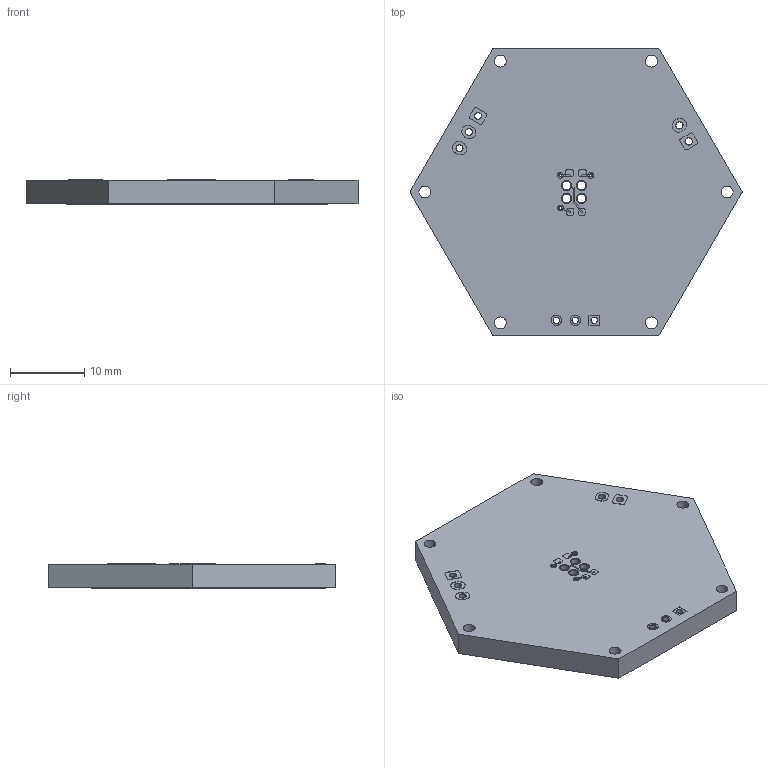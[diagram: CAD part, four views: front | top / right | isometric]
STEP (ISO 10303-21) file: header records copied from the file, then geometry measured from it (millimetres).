
FILE_DESCRIPTION(('KiCad electronic assembly'),'2;1');
FILE_NAME('Untitled.step','2024-08-06T16:03:23',('Pcbnew'),('Kicad'), 'Open CASCADE STEP processor 7.7','KiCad to STEP converter','Unknown' );
FILE_SCHEMA(('AUTOMOTIVE_DESIGN { 1 0 10303 214 1 1 1 1 }'));
Length unit declared in the file: millimetre
Products named in the file (142): Untitled 1; Untitled_track_1; Untitled_track_2; Untitled_track_3; Untitled_track_4; Untitled_track_5; Untitled_track_6; Untitled_track_7; Untitled_track_8; Untitled_track_9; Untitled_track_10; Untitled_track_11; Untitled_track_12; Untitled_track_13; Untitled_track_14; Untitled_track_15; Untitled_track_16; Untitled_track_17; Untitled_track_18; Untitled_track_19; Untitled_track_20; Untitled_track_21; Untitled_track_22; Untitled_track_23; Untitled_track_24; Untitled_track_25; Untitled_track_26; Untitled_track_27; Untitled_track_28; Untitled_track_29; Untitled_track_30; Untitled_track_31; Untitled_track_32; Untitled_track_33; Untitled_track_34; Untitled_track_35; Untitled_track_36; Untitled_track_37; Untitled_track_38; Untitled_track_39 ...
Assembly tree (141 placements, depth 2):
  Untitled 1
    Untitled_track_1
    Untitled_track_2
    Untitled_track_3
    Untitled_track_4
    Untitled_track_5
    Untitled_track_6
    Untitled_track_7
    Untitled_track_8
    Untitled_track_9
    Untitled_track_10
    Untitled_track_11
    Untitled_track_12
    Untitled_track_13
    Untitled_track_14
    Untitled_track_15
    Untitled_track_16
    Untitled_track_17
    Untitled_track_18
    Untitled_track_19
    Untitled_track_20
    Untitled_track_21
    Untitled_track_22
    Untitled_track_23
    Untitled_track_24
    Untitled_track_25
    Untitled_track_26
    Untitled_track_27
    Untitled_track_28
    Untitled_track_29
    Untitled_track_30
    Untitled_track_31
    Untitled_track_32
    Untitled_track_33
    Untitled_track_34
    Untitled_track_35
    Untitled_track_36
    Untitled_track_37
    Untitled_track_38
    Untitled_track_39
    Untitled_track_40
    Untitled_track_41
    Untitled_track_42
    Untitled_track_43
    Untitled_track_44
    Untitled_track_45
    Untitled_track_46
    Untitled_track_47
    Untitled_track_48
    Untitled_track_49
    Untitled_track_50
    Untitled_track_51
    Untitled_track_52
    Untitled_track_53
    Untitled_track_54
    Untitled_track_55
    Untitled_track_56
    Untitled_track_57
    Untitled_track_58
    Untitled_track_59
Bounding box: 44.59 x 38.62 x 3.25 mm (x, y, z)
Volume: 4036.1 mm3; surface area: 3679.4 mm2
Topology: 141 solids, 141 shells, 1296 faces, 3040 edges, 2026 vertices
Faces by surface type: plane 1028, cylinder 268
Full cylindrical faces by diameter (mm): 0.35 x9, 0.4 x6, 0.8 x6, 0.839 x9, 0.889 x6, 0.9 x9, 0.95 x12, 1 x4, 1.15 x12, 1.2 x8, 1.35 x8, 1.397 x4, 1.6 x6
Entity records: 40463 total; most frequent: CARTESIAN_POINT 6504, DIRECTION 6450, ORIENTED_EDGE 6080, EDGE_CURVE 3040, LINE 2506, VECTOR 2506, VERTEX_POINT 2026, AXIS2_PLACEMENT_3D 1972
